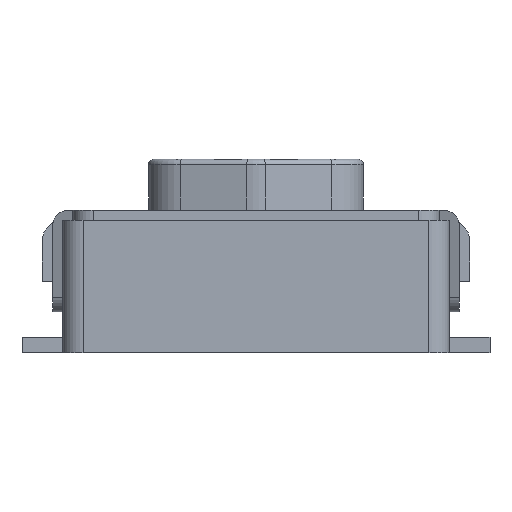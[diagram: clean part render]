
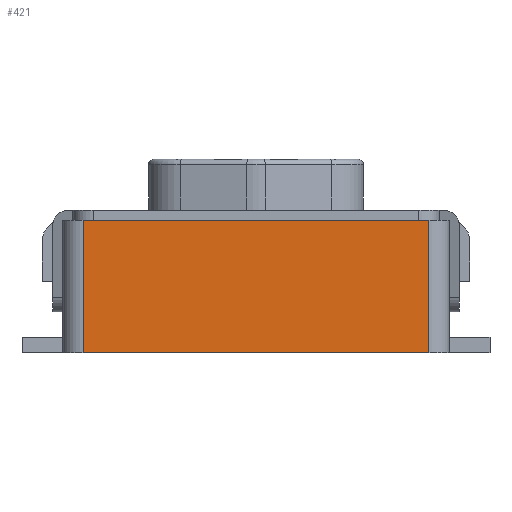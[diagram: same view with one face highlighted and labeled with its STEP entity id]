
A CAD part, front view. The second image highlights one B-rep face of the part: STEP entity #421.
In plain terms, the highlighted planar face has unit normal (0, -1, 0).
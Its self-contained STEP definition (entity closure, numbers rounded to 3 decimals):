
#24 = VERTEX_POINT('',#25);
#25 = CARTESIAN_POINT('',(1.7,-1.4,0.));
#32 = EDGE_CURVE('',#24,#33,#35,.T.);
#33 = VERTEX_POINT('',#34);
#34 = CARTESIAN_POINT('',(1.7,-1.4,1.3));
#35 = LINE('',#36,#37);
#36 = CARTESIAN_POINT('',(1.7,-1.4,0.));
#37 = VECTOR('',#38,1.);
#38 = DIRECTION('',(0.,0.,1.));
#283 = VERTEX_POINT('',#284);
#284 = CARTESIAN_POINT('',(-1.7,-1.4,0.));
#291 = EDGE_CURVE('',#283,#24,#292,.T.);
#292 = LINE('',#293,#294);
#293 = CARTESIAN_POINT('',(-1.9,-1.4,0.));
#294 = VECTOR('',#295,1.);
#295 = DIRECTION('',(1.,0.,0.));
#421 = ADVANCED_FACE('',(#422),#456,.F.);
#422 = FACE_BOUND('',#423,.F.);
#423 = EDGE_LOOP('',(#424,#425,#433,#441,#449,#455));
#424 = ORIENTED_EDGE('',*,*,#291,.F.);
#425 = ORIENTED_EDGE('',*,*,#426,.T.);
#426 = EDGE_CURVE('',#283,#427,#429,.T.);
#427 = VERTEX_POINT('',#428);
#428 = CARTESIAN_POINT('',(-1.7,-1.4,1.3));
#429 = LINE('',#430,#431);
#430 = CARTESIAN_POINT('',(-1.7,-1.4,0.));
#431 = VECTOR('',#432,1.);
#432 = DIRECTION('',(0.,0.,1.));
#433 = ORIENTED_EDGE('',*,*,#434,.T.);
#434 = EDGE_CURVE('',#427,#435,#437,.T.);
#435 = VERTEX_POINT('',#436);
#436 = CARTESIAN_POINT('',(-1.6,-1.4,1.3));
#437 = LINE('',#438,#439);
#438 = CARTESIAN_POINT('',(-1.9,-1.4,1.3));
#439 = VECTOR('',#440,1.);
#440 = DIRECTION('',(1.,0.,0.));
#441 = ORIENTED_EDGE('',*,*,#442,.T.);
#442 = EDGE_CURVE('',#435,#443,#445,.T.);
#443 = VERTEX_POINT('',#444);
#444 = CARTESIAN_POINT('',(1.6,-1.4,1.3));
#445 = LINE('',#446,#447);
#446 = CARTESIAN_POINT('',(-1.9,-1.4,1.3));
#447 = VECTOR('',#448,1.);
#448 = DIRECTION('',(1.,0.,0.));
#449 = ORIENTED_EDGE('',*,*,#450,.T.);
#450 = EDGE_CURVE('',#443,#33,#451,.T.);
#451 = LINE('',#452,#453);
#452 = CARTESIAN_POINT('',(-1.9,-1.4,1.3));
#453 = VECTOR('',#454,1.);
#454 = DIRECTION('',(1.,0.,0.));
#455 = ORIENTED_EDGE('',*,*,#32,.F.);
#456 = PLANE('',#457);
#457 = AXIS2_PLACEMENT_3D('',#458,#459,#460);
#458 = CARTESIAN_POINT('',(-1.9,-1.4,0.));
#459 = DIRECTION('',(0.,1.,0.));
#460 = DIRECTION('',(1.,0.,0.));
